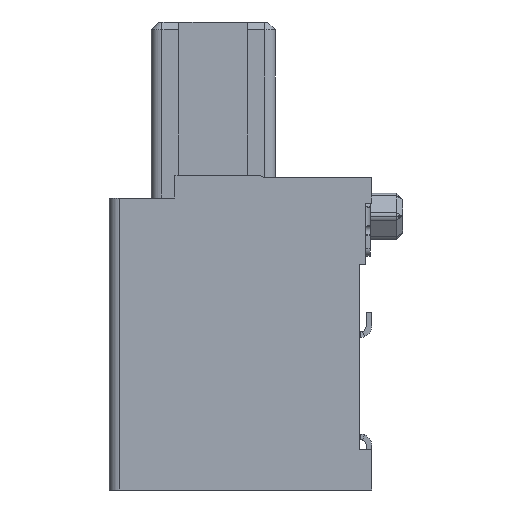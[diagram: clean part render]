
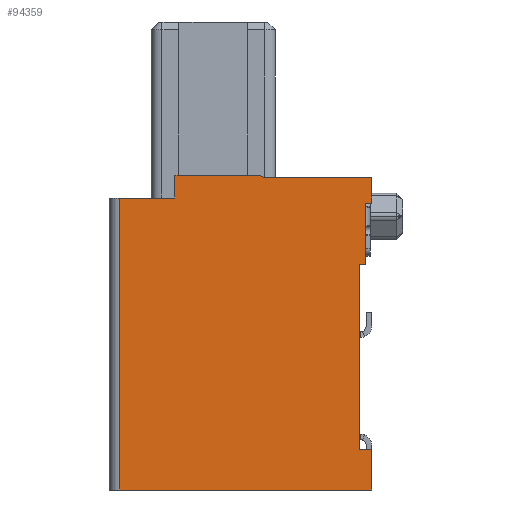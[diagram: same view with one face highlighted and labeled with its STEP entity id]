
A CAD part, left-side view. The second image highlights one B-rep face of the part: STEP entity #94359.
In plain terms, the highlighted planar face has unit normal (-1, 0, 0).
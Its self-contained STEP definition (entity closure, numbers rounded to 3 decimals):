
#1157 = AXIS2_PLACEMENT_3D ( 'NONE', #6807, #97983, #15181 ) ;
#2208 = CARTESIAN_POINT ( 'NONE',  ( -10.775, -5.1, -15.05 ) ) ;
#2885 = EDGE_CURVE ( 'NONE', #64750, #43691, #34515, .T. ) ;
#5022 = LINE ( 'NONE', #22130, #42765 ) ;
#6768 = CARTESIAN_POINT ( 'NONE',  ( -10.775, -1.65, -5. ) ) ;
#6807 = CARTESIAN_POINT ( 'NONE',  ( -10.775, 3.35, -15.05 ) ) ;
#7931 = LINE ( 'NONE', #36895, #57302 ) ;
#10162 = ORIENTED_EDGE ( 'NONE', *, *, #46946, .F. ) ;
#10886 = LINE ( 'NONE', #84945, #99278 ) ;
#12905 = CARTESIAN_POINT ( 'NONE',  ( -10.775, -4.9, -5.825 ) ) ;
#13937 = ORIENTED_EDGE ( 'NONE', *, *, #40404, .T. ) ;
#14174 = LINE ( 'NONE', #102407, #44145 ) ;
#14894 = VERTEX_POINT ( 'NONE', #33384 ) ;
#15181 = DIRECTION ( 'NONE',  ( 0., 1., 0. ) ) ;
#15245 = VECTOR ( 'NONE', #92443, 1000. ) ;
#20691 = VECTOR ( 'NONE', #30506, 1000. ) ;
#20841 = ORIENTED_EDGE ( 'NONE', *, *, #105971, .F. ) ;
#21366 = CARTESIAN_POINT ( 'NONE',  ( -10.775, -4.7, -13.75 ) ) ;
#22130 = CARTESIAN_POINT ( 'NONE',  ( -10.775, -1.448, -4.923 ) ) ;
#22720 = CARTESIAN_POINT ( 'NONE',  ( -10.775, 1.23, -13.75 ) ) ;
#23014 = VERTEX_POINT ( 'NONE', #21366 ) ;
#23539 = CARTESIAN_POINT ( 'NONE',  ( -10.775, 3.35, -5.66 ) ) ;
#24095 = VECTOR ( 'NONE', #80627, 1000. ) ;
#24802 = VERTEX_POINT ( 'NONE', #100036 ) ;
#26311 = VERTEX_POINT ( 'NONE', #69217 ) ;
#26752 = EDGE_CURVE ( 'NONE', #30753, #24802, #50811, .T. ) ;
#27556 = EDGE_CURVE ( 'NONE', #101468, #23014, #14174, .T. ) ;
#28253 = CARTESIAN_POINT ( 'NONE',  ( -10.775, -5.1, -7.8 ) ) ;
#30506 = DIRECTION ( 'NONE',  ( 0., 0., 1. ) ) ;
#30753 = VERTEX_POINT ( 'NONE', #98238 ) ;
#33384 = CARTESIAN_POINT ( 'NONE',  ( -10.775, 3., -15.05 ) ) ;
#34325 = LINE ( 'NONE', #62394, #73345 ) ;
#34515 = LINE ( 'NONE', #23539, #24095 ) ;
#35013 = VERTEX_POINT ( 'NONE', #59396 ) ;
#35221 = DIRECTION ( 'NONE',  ( 0., 1., 0. ) ) ;
#35956 = DIRECTION ( 'NONE',  ( 0., -1., 0. ) ) ;
#36895 = CARTESIAN_POINT ( 'NONE',  ( -10.775, -4.9, -5.825 ) ) ;
#37103 = ORIENTED_EDGE ( 'NONE', *, *, #51842, .F. ) ;
#37999 = DIRECTION ( 'NONE',  ( 0., -1., 0. ) ) ;
#38231 = LINE ( 'NONE', #60715, #46087 ) ;
#38723 = DIRECTION ( 'NONE',  ( 0., 0., 1. ) ) ;
#40248 = VERTEX_POINT ( 'NONE', #6768 ) ;
#40404 = EDGE_CURVE ( 'NONE', #64750, #14894, #56893, .T. ) ;
#40808 = CARTESIAN_POINT ( 'NONE',  ( -10.775, 1.23, -5.66 ) ) ;
#42765 = VECTOR ( 'NONE', #79943, 1000. ) ;
#43055 = VERTEX_POINT ( 'NONE', #95039 ) ;
#43523 = ORIENTED_EDGE ( 'NONE', *, *, #26752, .T. ) ;
#43691 = VERTEX_POINT ( 'NONE', #40808 ) ;
#44145 = VECTOR ( 'NONE', #35221, 1000. ) ;
#45061 = ORIENTED_EDGE ( 'NONE', *, *, #70247, .T. ) ;
#45862 = LINE ( 'NONE', #54919, #48475 ) ;
#46087 = VECTOR ( 'NONE', #102766, 1000. ) ;
#46515 = ORIENTED_EDGE ( 'NONE', *, *, #49032, .F. ) ;
#46946 = EDGE_CURVE ( 'NONE', #91561, #35013, #10886, .T. ) ;
#47115 = EDGE_CURVE ( 'NONE', #43691, #64529, #47303, .T. ) ;
#47303 = LINE ( 'NONE', #22720, #66787 ) ;
#48097 = EDGE_CURVE ( 'NONE', #14894, #63733, #45862, .T. ) ;
#48475 = VECTOR ( 'NONE', #79239, 1000. ) ;
#49032 = EDGE_CURVE ( 'NONE', #26311, #40248, #5022, .T. ) ;
#50811 = LINE ( 'NONE', #2208, #85927 ) ;
#51823 = VECTOR ( 'NONE', #35956, 1000. ) ;
#51842 = EDGE_CURVE ( 'NONE', #64529, #26311, #107014, .T. ) ;
#53665 = ORIENTED_EDGE ( 'NONE', *, *, #84705, .T. ) ;
#53829 = VECTOR ( 'NONE', #85150, 1000. ) ;
#54919 = CARTESIAN_POINT ( 'NONE',  ( -10.775, 3.35, -15.05 ) ) ;
#56893 = LINE ( 'NONE', #58750, #15245 ) ;
#57302 = VECTOR ( 'NONE', #94981, 1000. ) ;
#57704 = FACE_OUTER_BOUND ( 'NONE', #106538, .T. ) ;
#58750 = CARTESIAN_POINT ( 'NONE',  ( -10.775, 3., -15.05 ) ) ;
#59396 = CARTESIAN_POINT ( 'NONE',  ( -10.775, -4.9, -7.8 ) ) ;
#60715 = CARTESIAN_POINT ( 'NONE',  ( -10.775, -4.7, -7.8 ) ) ;
#62245 = ORIENTED_EDGE ( 'NONE', *, *, #75493, .T. ) ;
#62394 = CARTESIAN_POINT ( 'NONE',  ( -10.775, -2.65, -5. ) ) ;
#62774 = ORIENTED_EDGE ( 'NONE', *, *, #47115, .F. ) ;
#63733 = VERTEX_POINT ( 'NONE', #82594 ) ;
#64529 = VERTEX_POINT ( 'NONE', #85106 ) ;
#64750 = VERTEX_POINT ( 'NONE', #79604 ) ;
#66787 = VECTOR ( 'NONE', #38723, 1000. ) ;
#67531 = LINE ( 'NONE', #80357, #20691 ) ;
#68455 = CARTESIAN_POINT ( 'NONE',  ( -10.775, 1.23, -4.923 ) ) ;
#69217 = CARTESIAN_POINT ( 'NONE',  ( -10.775, -1.448, -4.923 ) ) ;
#70247 = EDGE_CURVE ( 'NONE', #91561, #30753, #7931, .T. ) ;
#73345 = VECTOR ( 'NONE', #37999, 1000. ) ;
#75133 = EDGE_CURVE ( 'NONE', #63733, #101468, #67531, .T. ) ;
#75344 = CARTESIAN_POINT ( 'NONE',  ( -10.775, -5.1, -13.75 ) ) ;
#75493 = EDGE_CURVE ( 'NONE', #43055, #35013, #89517, .T. ) ;
#79239 = DIRECTION ( 'NONE',  ( 0., -1., 0. ) ) ;
#79604 = CARTESIAN_POINT ( 'NONE',  ( -10.775, 3., -5.66 ) ) ;
#79943 = DIRECTION ( 'NONE',  ( 0., -0.935, -0.356 ) ) ;
#80357 = CARTESIAN_POINT ( 'NONE',  ( -10.775, -5.1, -15.05 ) ) ;
#80602 = PLANE ( 'NONE',  #1157 ) ;
#80627 = DIRECTION ( 'NONE',  ( 0., -1., 0. ) ) ;
#82594 = CARTESIAN_POINT ( 'NONE',  ( -10.775, -5.1, -15.05 ) ) ;
#84695 = DIRECTION ( 'NONE',  ( 0., 0., 1. ) ) ;
#84705 = EDGE_CURVE ( 'NONE', #23014, #43055, #38231, .T. ) ;
#84945 = CARTESIAN_POINT ( 'NONE',  ( -10.775, -4.9, -5.825 ) ) ;
#85106 = CARTESIAN_POINT ( 'NONE',  ( -10.775, 1.23, -4.923 ) ) ;
#85150 = DIRECTION ( 'NONE',  ( 0., -1., 0. ) ) ;
#85927 = VECTOR ( 'NONE', #84695, 1000. ) ;
#86038 = DIRECTION ( 'NONE',  ( 0., 0., -1. ) ) ;
#86615 = ORIENTED_EDGE ( 'NONE', *, *, #27556, .T. ) ;
#86956 = ORIENTED_EDGE ( 'NONE', *, *, #2885, .F. ) ;
#87718 = ORIENTED_EDGE ( 'NONE', *, *, #48097, .T. ) ;
#89517 = LINE ( 'NONE', #28253, #51823 ) ;
#91561 = VERTEX_POINT ( 'NONE', #12905 ) ;
#92443 = DIRECTION ( 'NONE',  ( 0., 0., -1. ) ) ;
#94359 = ADVANCED_FACE ( 'NONE', ( #57704 ), #80602, .T. ) ;
#94981 = DIRECTION ( 'NONE',  ( 0., -1., 0. ) ) ;
#95039 = CARTESIAN_POINT ( 'NONE',  ( -10.775, -4.7, -7.8 ) ) ;
#97983 = DIRECTION ( 'NONE',  ( -1., 0., 0. ) ) ;
#98238 = CARTESIAN_POINT ( 'NONE',  ( -10.775, -5.1, -5.825 ) ) ;
#99278 = VECTOR ( 'NONE', #86038, 1000. ) ;
#99503 = ORIENTED_EDGE ( 'NONE', *, *, #75133, .T. ) ;
#100036 = CARTESIAN_POINT ( 'NONE',  ( -10.775, -5.1, -5. ) ) ;
#101468 = VERTEX_POINT ( 'NONE', #75344 ) ;
#102407 = CARTESIAN_POINT ( 'NONE',  ( -10.775, -5.1, -13.75 ) ) ;
#102766 = DIRECTION ( 'NONE',  ( 0., 0., 1. ) ) ;
#105971 = EDGE_CURVE ( 'NONE', #40248, #24802, #34325, .T. ) ;
#106538 = EDGE_LOOP ( 'NONE', ( #86615, #53665, #62245, #10162, #45061, #43523, #20841, #46515, #37103, #62774, #86956, #13937, #87718, #99503 ) ) ;
#107014 = LINE ( 'NONE', #68455, #53829 ) ;
